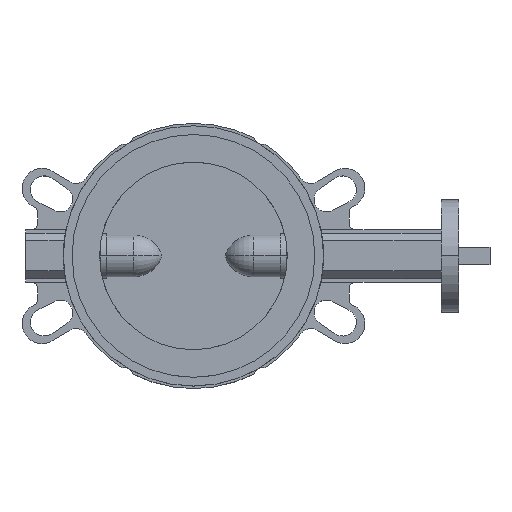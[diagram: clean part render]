
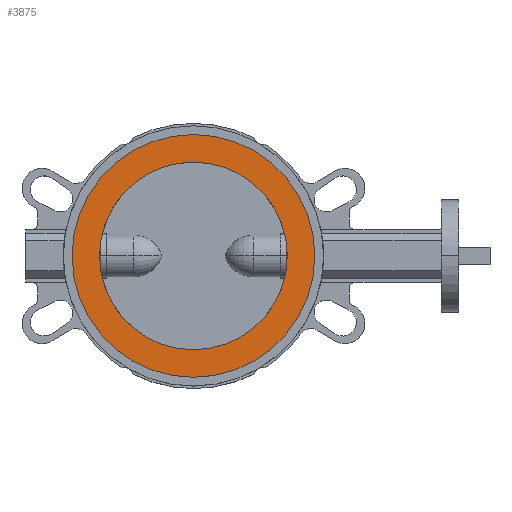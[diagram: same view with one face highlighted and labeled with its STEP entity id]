
A CAD part, top view. The second image highlights one B-rep face of the part: STEP entity #3875.
In plain terms, the highlighted planar face has unit normal (0, 0, 1).
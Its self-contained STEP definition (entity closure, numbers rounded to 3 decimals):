
#235 = DIRECTION ( 'NONE',  ( 0., 0., 1. ) ) ;
#293 = DIRECTION ( 'NONE',  ( 1., 0., 0. ) ) ;
#552 = AXIS2_PLACEMENT_3D ( 'NONE', #6615, #1674, #4856 ) ;
#707 = CIRCLE ( 'NONE', #3471, 75. ) ;
#814 = DIRECTION ( 'NONE',  ( 1., 0., 0. ) ) ;
#1223 = ORIENTED_EDGE ( 'NONE', *, *, #1647, .T. ) ;
#1340 = CIRCLE ( 'NONE', #2137, 75. ) ;
#1488 = ORIENTED_EDGE ( 'NONE', *, *, #5477, .F. ) ;
#1647 = EDGE_CURVE ( 'NONE', #2604, #3179, #5526, .T. ) ;
#1674 = DIRECTION ( 'NONE',  ( 0., 0., -1. ) ) ;
#1764 = DIRECTION ( 'NONE',  ( 0., 0., 1. ) ) ;
#1928 = VERTEX_POINT ( 'NONE', #4221 ) ;
#2049 = EDGE_LOOP ( 'NONE', ( #3977, #1223 ) ) ;
#2137 = AXIS2_PLACEMENT_3D ( 'NONE', #5832, #5142, #293 ) ;
#2604 = VERTEX_POINT ( 'NONE', #6458 ) ;
#2652 = DIRECTION ( 'NONE',  ( 1., 0., 0. ) ) ;
#2874 = CARTESIAN_POINT ( 'NONE',  ( 97., 0., 30. ) ) ;
#2894 = AXIS2_PLACEMENT_3D ( 'NONE', #3556, #235, #814 ) ;
#3179 = VERTEX_POINT ( 'NONE', #2874 ) ;
#3471 = AXIS2_PLACEMENT_3D ( 'NONE', #3481, #1764, #5662 ) ;
#3481 = CARTESIAN_POINT ( 'NONE',  ( 0., 0., 30. ) ) ;
#3556 = CARTESIAN_POINT ( 'NONE',  ( 0., 0., 30. ) ) ;
#3851 = EDGE_LOOP ( 'NONE', ( #1488, #4847 ) ) ;
#3875 = ADVANCED_FACE ( 'NONE', ( #6341, #4366 ), #6008, .F. ) ;
#3977 = ORIENTED_EDGE ( 'NONE', *, *, #5291, .T. ) ;
#4221 = CARTESIAN_POINT ( 'NONE',  ( 75., 0., 30. ) ) ;
#4350 = AXIS2_PLACEMENT_3D ( 'NONE', #5766, #6686, #2652 ) ;
#4366 = FACE_OUTER_BOUND ( 'NONE', #2049, .T. ) ;
#4847 = ORIENTED_EDGE ( 'NONE', *, *, #6798, .F. ) ;
#4856 = DIRECTION ( 'NONE',  ( -1., 0., 0. ) ) ;
#4911 = CIRCLE ( 'NONE', #2894, 97. ) ;
#5142 = DIRECTION ( 'NONE',  ( 0., 0., 1. ) ) ;
#5239 = CARTESIAN_POINT ( 'NONE',  ( -75., 0., 30. ) ) ;
#5291 = EDGE_CURVE ( 'NONE', #3179, #2604, #4911, .T. ) ;
#5477 = EDGE_CURVE ( 'NONE', #1928, #6361, #707, .T. ) ;
#5526 = CIRCLE ( 'NONE', #4350, 97. ) ;
#5662 = DIRECTION ( 'NONE',  ( 1., 0., 0. ) ) ;
#5766 = CARTESIAN_POINT ( 'NONE',  ( 0., 0., 30. ) ) ;
#5832 = CARTESIAN_POINT ( 'NONE',  ( 0., 0., 30. ) ) ;
#6008 = PLANE ( 'NONE',  #552 ) ;
#6341 = FACE_BOUND ( 'NONE', #3851, .T. ) ;
#6361 = VERTEX_POINT ( 'NONE', #5239 ) ;
#6458 = CARTESIAN_POINT ( 'NONE',  ( -97., 0., 30. ) ) ;
#6615 = CARTESIAN_POINT ( 'NONE',  ( 0., 75., 30. ) ) ;
#6686 = DIRECTION ( 'NONE',  ( 0., 0., 1. ) ) ;
#6798 = EDGE_CURVE ( 'NONE', #6361, #1928, #1340, .T. ) ;
